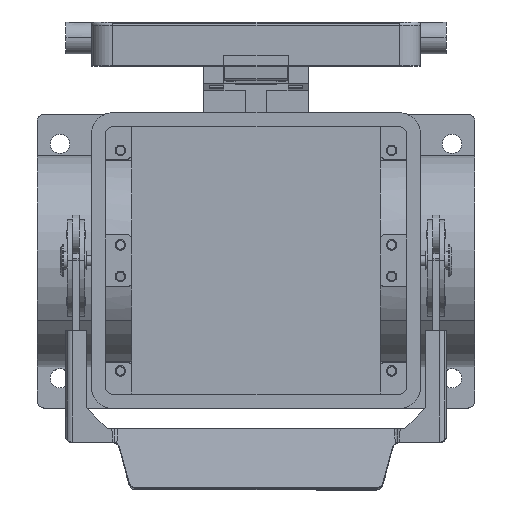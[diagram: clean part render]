
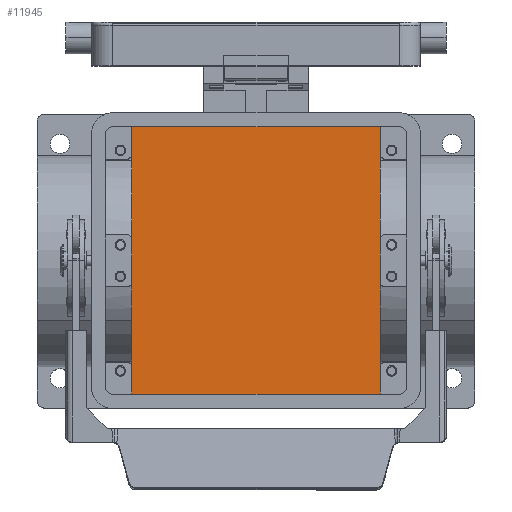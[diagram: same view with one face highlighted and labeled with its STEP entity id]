
A CAD part, top view. The second image highlights one B-rep face of the part: STEP entity #11945.
In plain terms, the highlighted planar face has unit normal (0, 0, 1).
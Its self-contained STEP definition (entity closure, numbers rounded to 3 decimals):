
#10310=CARTESIAN_POINT('',(-35.5,-39.0,-51.));
#10311=VERTEX_POINT('',#10310);
#10344=CARTESIAN_POINT('',(35.5,-39.0,-51.));
#10345=VERTEX_POINT('',#10344);
#10352=CARTESIAN_POINT('',(-35.5,-39.0,-51.));
#10353=DIRECTION('',(1.0,0.0,0.0));
#10354=VECTOR('',#10353,71.);
#10355=LINE('',#10352,#10354);
#10356=EDGE_CURVE('',#10311,#10345,#10355,.T.);
#10391=CARTESIAN_POINT('',(35.5,39.0,-51.));
#10392=VERTEX_POINT('',#10391);
#10425=CARTESIAN_POINT('',(-35.5,39.,-51.));
#10426=VERTEX_POINT('',#10425);
#10433=CARTESIAN_POINT('',(35.5,39.0,-51.));
#10434=DIRECTION('',(-1.0,0.0,0.0));
#10435=VECTOR('',#10434,71.);
#10436=LINE('',#10433,#10435);
#10437=EDGE_CURVE('',#10392,#10426,#10436,.T.);
#10622=CARTESIAN_POINT('',(35.5,-39.0,-51.));
#10623=DIRECTION('',(0.0,1.0,0.0));
#10624=VECTOR('',#10623,78.0);
#10625=LINE('',#10622,#10624);
#10626=EDGE_CURVE('',#10345,#10392,#10625,.T.);
#11929=CARTESIAN_POINT('',(0.0,0.,-51.));
#11930=DIRECTION('',(0.0,0.0,1.0));
#11931=DIRECTION('',(1.0,0.0,0.0));
#11932=AXIS2_PLACEMENT_3D('',#11929,#11930,#11931);
#11933=PLANE('',#11932);
#11934=CARTESIAN_POINT('',(-35.5,39.,-51.));
#11935=DIRECTION('',(0.0,-1.0,0.0));
#11936=VECTOR('',#11935,78.0);
#11937=LINE('',#11934,#11936);
#11938=EDGE_CURVE('',#10426,#10311,#11937,.T.);
#11939=ORIENTED_EDGE('',*,*,#11938,.T.);
#11940=ORIENTED_EDGE('',*,*,#10356,.T.);
#11941=ORIENTED_EDGE('',*,*,#10626,.T.);
#11942=ORIENTED_EDGE('',*,*,#10437,.T.);
#11943=EDGE_LOOP('',(#11939,#11940,#11941,#11942));
#11944=FACE_OUTER_BOUND('',#11943,.T.);
#11945=ADVANCED_FACE('',(#11944),#11933,.T.);
